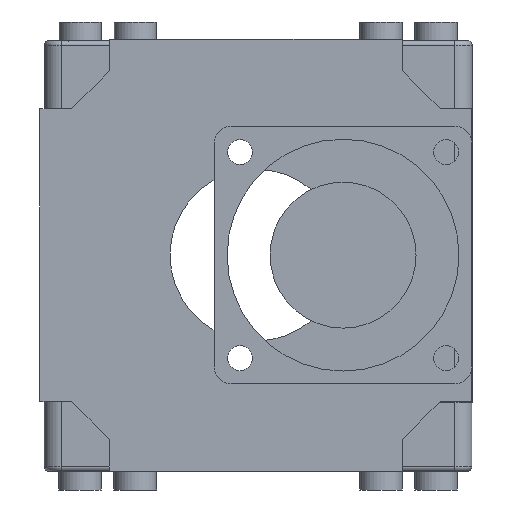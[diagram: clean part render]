
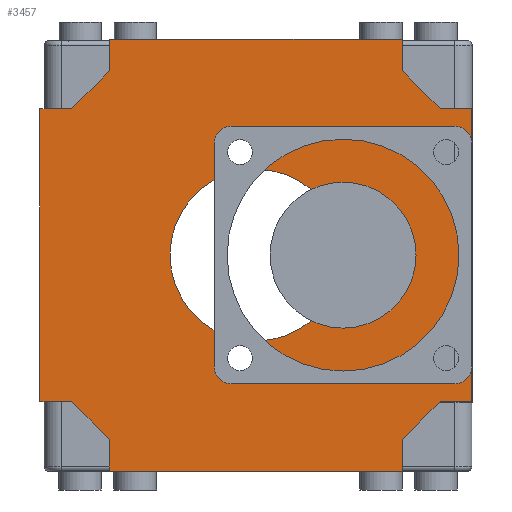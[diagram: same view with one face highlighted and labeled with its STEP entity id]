
A CAD part, front view. The second image highlights one B-rep face of the part: STEP entity #3457.
In plain terms, the highlighted face is planar.
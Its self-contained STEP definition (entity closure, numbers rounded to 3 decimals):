
#163=FACE_BOUND('',#741,.T.);
#164=FACE_BOUND('',#742,.T.);
#165=FACE_BOUND('',#743,.T.);
#166=FACE_BOUND('',#744,.T.);
#167=FACE_BOUND('',#745,.T.);
#298=CIRCLE('',#3843,10.);
#300=CIRCLE('',#3846,1.45);
#302=CIRCLE('',#3849,1.45);
#304=CIRCLE('',#3852,1.45);
#306=CIRCLE('',#3855,1.45);
#504=FACE_OUTER_BOUND('',#740,.T.);
#740=EDGE_LOOP('',(#3058,#3059,#3060,#3061,#3062,#3063,#3064,#3065,#3066,
#3067,#3068,#3069,#3070,#3071,#3072,#3073));
#741=EDGE_LOOP('',(#3074));
#742=EDGE_LOOP('',(#3075));
#743=EDGE_LOOP('',(#3076));
#744=EDGE_LOOP('',(#3077));
#745=EDGE_LOOP('',(#3078));
#1031=LINE('',#5763,#1356);
#1034=LINE('',#5769,#1359);
#1037=LINE('',#5775,#1362);
#1040=LINE('',#5781,#1365);
#1043=LINE('',#5787,#1368);
#1046=LINE('',#5793,#1371);
#1049=LINE('',#5799,#1374);
#1052=LINE('',#5805,#1377);
#1055=LINE('',#5811,#1380);
#1058=LINE('',#5817,#1383);
#1061=LINE('',#5823,#1386);
#1064=LINE('',#5829,#1389);
#1067=LINE('',#5835,#1392);
#1070=LINE('',#5841,#1395);
#1073=LINE('',#5847,#1398);
#1076=LINE('',#5851,#1401);
#1356=VECTOR('',#4766,10.);
#1359=VECTOR('',#4771,10.);
#1362=VECTOR('',#4776,10.);
#1365=VECTOR('',#4781,10.);
#1368=VECTOR('',#4786,10.);
#1371=VECTOR('',#4791,10.);
#1374=VECTOR('',#4796,10.);
#1377=VECTOR('',#4801,10.);
#1380=VECTOR('',#4806,10.);
#1383=VECTOR('',#4811,10.);
#1386=VECTOR('',#4816,10.);
#1389=VECTOR('',#4821,10.);
#1392=VECTOR('',#4826,10.);
#1395=VECTOR('',#4831,10.);
#1398=VECTOR('',#4836,10.);
#1401=VECTOR('',#4841,10.);
#1668=VERTEX_POINT('',#5727);
#1670=VERTEX_POINT('',#5733);
#1672=VERTEX_POINT('',#5739);
#1674=VERTEX_POINT('',#5745);
#1676=VERTEX_POINT('',#5751);
#1680=VERTEX_POINT('',#5760);
#1681=VERTEX_POINT('',#5762);
#1683=VERTEX_POINT('',#5768);
#1685=VERTEX_POINT('',#5774);
#1687=VERTEX_POINT('',#5780);
#1689=VERTEX_POINT('',#5786);
#1691=VERTEX_POINT('',#5792);
#1693=VERTEX_POINT('',#5798);
#1695=VERTEX_POINT('',#5804);
#1697=VERTEX_POINT('',#5810);
#1699=VERTEX_POINT('',#5816);
#1701=VERTEX_POINT('',#5822);
#1703=VERTEX_POINT('',#5828);
#1705=VERTEX_POINT('',#5834);
#1707=VERTEX_POINT('',#5840);
#1709=VERTEX_POINT('',#5846);
#2108=EDGE_CURVE('',#1668,#1668,#298,.T.);
#2111=EDGE_CURVE('',#1670,#1670,#300,.T.);
#2114=EDGE_CURVE('',#1672,#1672,#302,.T.);
#2117=EDGE_CURVE('',#1674,#1674,#304,.T.);
#2120=EDGE_CURVE('',#1676,#1676,#306,.T.);
#2125=EDGE_CURVE('',#1681,#1680,#1031,.T.);
#2128=EDGE_CURVE('',#1683,#1681,#1034,.T.);
#2131=EDGE_CURVE('',#1685,#1683,#1037,.T.);
#2134=EDGE_CURVE('',#1687,#1685,#1040,.T.);
#2137=EDGE_CURVE('',#1689,#1687,#1043,.T.);
#2140=EDGE_CURVE('',#1691,#1689,#1046,.T.);
#2143=EDGE_CURVE('',#1693,#1691,#1049,.T.);
#2146=EDGE_CURVE('',#1695,#1693,#1052,.T.);
#2149=EDGE_CURVE('',#1697,#1695,#1055,.T.);
#2152=EDGE_CURVE('',#1699,#1697,#1058,.T.);
#2155=EDGE_CURVE('',#1701,#1699,#1061,.T.);
#2158=EDGE_CURVE('',#1703,#1701,#1064,.T.);
#2161=EDGE_CURVE('',#1705,#1703,#1067,.T.);
#2164=EDGE_CURVE('',#1707,#1705,#1070,.T.);
#2167=EDGE_CURVE('',#1709,#1707,#1073,.T.);
#2170=EDGE_CURVE('',#1680,#1709,#1076,.T.);
#3058=ORIENTED_EDGE('',*,*,#2170,.T.);
#3059=ORIENTED_EDGE('',*,*,#2167,.T.);
#3060=ORIENTED_EDGE('',*,*,#2164,.T.);
#3061=ORIENTED_EDGE('',*,*,#2161,.T.);
#3062=ORIENTED_EDGE('',*,*,#2158,.T.);
#3063=ORIENTED_EDGE('',*,*,#2155,.T.);
#3064=ORIENTED_EDGE('',*,*,#2152,.T.);
#3065=ORIENTED_EDGE('',*,*,#2149,.T.);
#3066=ORIENTED_EDGE('',*,*,#2146,.T.);
#3067=ORIENTED_EDGE('',*,*,#2143,.T.);
#3068=ORIENTED_EDGE('',*,*,#2140,.T.);
#3069=ORIENTED_EDGE('',*,*,#2137,.T.);
#3070=ORIENTED_EDGE('',*,*,#2134,.T.);
#3071=ORIENTED_EDGE('',*,*,#2131,.T.);
#3072=ORIENTED_EDGE('',*,*,#2128,.T.);
#3073=ORIENTED_EDGE('',*,*,#2125,.T.);
#3074=ORIENTED_EDGE('',*,*,#2108,.T.);
#3075=ORIENTED_EDGE('',*,*,#2111,.T.);
#3076=ORIENTED_EDGE('',*,*,#2114,.T.);
#3077=ORIENTED_EDGE('',*,*,#2117,.T.);
#3078=ORIENTED_EDGE('',*,*,#2120,.T.);
#3272=PLANE('',#3874);
#3457=ADVANCED_FACE('',(#504,#163,#164,#165,#166,#167),#3272,.T.);
#3843=AXIS2_PLACEMENT_3D('',#5728,#4729,#4730);
#3846=AXIS2_PLACEMENT_3D('',#5734,#4736,#4737);
#3849=AXIS2_PLACEMENT_3D('',#5740,#4743,#4744);
#3852=AXIS2_PLACEMENT_3D('',#5746,#4750,#4751);
#3855=AXIS2_PLACEMENT_3D('',#5752,#4757,#4758);
#3874=AXIS2_PLACEMENT_3D('',#5853,#4844,#4845);
#4729=DIRECTION('center_axis',(0.,0.,-1.));
#4730=DIRECTION('ref_axis',(-1.,0.,0.));
#4736=DIRECTION('center_axis',(0.,0.,-1.));
#4737=DIRECTION('ref_axis',(-1.,0.,0.));
#4743=DIRECTION('center_axis',(0.,0.,-1.));
#4744=DIRECTION('ref_axis',(-1.,0.,0.));
#4750=DIRECTION('center_axis',(0.,0.,-1.));
#4751=DIRECTION('ref_axis',(-1.,0.,0.));
#4757=DIRECTION('center_axis',(0.,0.,-1.));
#4758=DIRECTION('ref_axis',(-1.,0.,0.));
#4766=DIRECTION('',(0.,1.,0.));
#4771=DIRECTION('',(-0.707,0.707,0.));
#4776=DIRECTION('',(-1.,0.,0.));
#4781=DIRECTION('',(0.,1.,0.));
#4786=DIRECTION('',(1.,0.,0.));
#4791=DIRECTION('',(0.707,0.707,0.));
#4796=DIRECTION('',(0.,1.,0.));
#4801=DIRECTION('',(1.,0.,0.));
#4806=DIRECTION('',(0.,-1.,0.));
#4811=DIRECTION('',(0.707,-0.707,0.));
#4816=DIRECTION('',(1.,0.,0.));
#4821=DIRECTION('',(0.,-1.,0.));
#4826=DIRECTION('',(-1.,0.,0.));
#4831=DIRECTION('',(-0.707,-0.707,0.));
#4836=DIRECTION('',(0.,-1.,0.));
#4841=DIRECTION('',(-1.,0.,0.));
#4844=DIRECTION('center_axis',(0.,0.,1.));
#4845=DIRECTION('ref_axis',(1.,0.,0.));
#5727=CARTESIAN_POINT('',(10.,0.,8.));
#5728=CARTESIAN_POINT('Origin',(0.,0.,8.));
#5733=CARTESIAN_POINT('',(-0.399,-12.,8.));
#5734=CARTESIAN_POINT('Origin',(-1.849,-12.,8.));
#5739=CARTESIAN_POINT('',(23.601,12.,8.));
#5740=CARTESIAN_POINT('Origin',(22.151,12.,8.));
#5745=CARTESIAN_POINT('',(23.601,-12.,8.));
#5746=CARTESIAN_POINT('Origin',(22.151,-12.,8.));
#5751=CARTESIAN_POINT('',(-0.399,12.,8.));
#5752=CARTESIAN_POINT('Origin',(-1.849,12.,8.));
#5760=CARTESIAN_POINT('',(17.05,25.151,8.));
#5762=CARTESIAN_POINT('',(17.05,21.461,8.));
#5763=CARTESIAN_POINT('',(17.05,25.151,8.));
#5768=CARTESIAN_POINT('',(21.461,17.05,8.));
#5769=CARTESIAN_POINT('',(19.256,19.256,8.));
#5774=CARTESIAN_POINT('',(25.151,17.05,8.));
#5775=CARTESIAN_POINT('',(21.461,17.05,8.));
#5780=CARTESIAN_POINT('',(25.151,-17.05,8.));
#5781=CARTESIAN_POINT('',(25.151,0.,8.));
#5786=CARTESIAN_POINT('',(21.461,-17.05,8.));
#5787=CARTESIAN_POINT('',(25.151,-17.05,8.));
#5792=CARTESIAN_POINT('',(17.05,-21.461,8.));
#5793=CARTESIAN_POINT('',(19.256,-19.256,8.));
#5798=CARTESIAN_POINT('',(17.05,-25.151,8.));
#5799=CARTESIAN_POINT('',(17.05,-21.461,8.));
#5804=CARTESIAN_POINT('',(-17.05,-25.151,8.));
#5805=CARTESIAN_POINT('',(0.,-25.151,8.));
#5810=CARTESIAN_POINT('',(-17.05,-21.461,8.));
#5811=CARTESIAN_POINT('',(-17.05,-25.151,8.));
#5816=CARTESIAN_POINT('',(-21.461,-17.05,8.));
#5817=CARTESIAN_POINT('',(-19.256,-19.256,8.));
#5822=CARTESIAN_POINT('',(-25.151,-17.05,8.));
#5823=CARTESIAN_POINT('',(-21.461,-17.05,8.));
#5828=CARTESIAN_POINT('',(-25.151,17.05,8.));
#5829=CARTESIAN_POINT('',(-25.151,0.,8.));
#5834=CARTESIAN_POINT('',(-21.461,17.05,8.));
#5835=CARTESIAN_POINT('',(-25.151,17.05,8.));
#5840=CARTESIAN_POINT('',(-17.05,21.461,8.));
#5841=CARTESIAN_POINT('',(-19.256,19.256,8.));
#5846=CARTESIAN_POINT('',(-17.05,25.151,8.));
#5847=CARTESIAN_POINT('',(-17.05,21.461,8.));
#5851=CARTESIAN_POINT('',(0.,25.151,8.));
#5853=CARTESIAN_POINT('Origin',(0.,0.,
8.));
